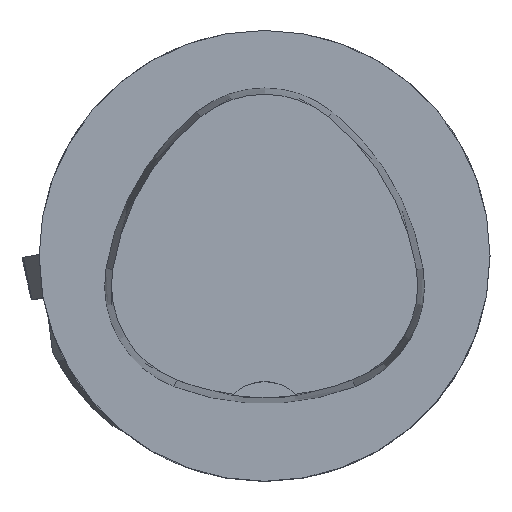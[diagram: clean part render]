
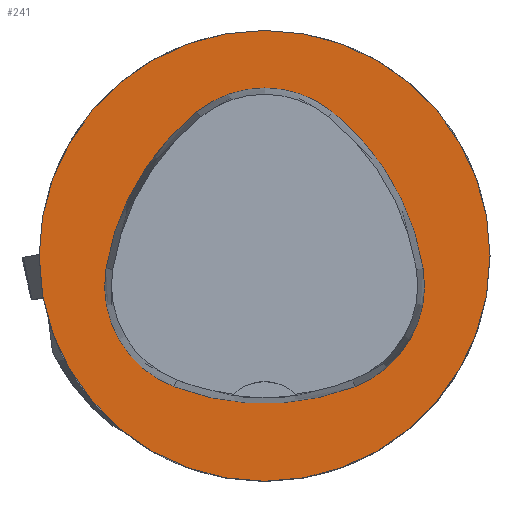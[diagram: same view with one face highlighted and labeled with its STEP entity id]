
A CAD part, top view. The second image highlights one B-rep face of the part: STEP entity #241.
In plain terms, the highlighted planar face has unit normal (0, 0, 1).
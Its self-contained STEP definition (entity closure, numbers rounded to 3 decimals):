
#241=ADVANCED_FACE('',(#451,#452),#286,.T.);
#286=PLANE('',#1326);
#451=FACE_BOUND('',#511,.T.);
#452=FACE_BOUND('',#512,.T.);
#511=EDGE_LOOP('',(#733,#734,#735,#736,#737,#738));
#512=EDGE_LOOP('',(#739));
#733=ORIENTED_EDGE('',*,*,#1076,.T.);
#734=ORIENTED_EDGE('',*,*,#1056,.T.);
#735=ORIENTED_EDGE('',*,*,#1060,.T.);
#736=ORIENTED_EDGE('',*,*,#1063,.T.);
#737=ORIENTED_EDGE('',*,*,#1066,.T.);
#738=ORIENTED_EDGE('',*,*,#1074,.T.);
#739=ORIENTED_EDGE('',*,*,#1047,.F.);
#923=VERTEX_POINT('',#2097);
#932=VERTEX_POINT('',#2116);
#933=VERTEX_POINT('',#2117);
#936=VERTEX_POINT('',#2125);
#938=VERTEX_POINT('',#2131);
#940=VERTEX_POINT('',#2137);
#947=VERTEX_POINT('',#2158);
#1047=EDGE_CURVE('',#923,#923,#1126,.T.);
#1056=EDGE_CURVE('',#932,#933,#1127,.T.);
#1060=EDGE_CURVE('',#933,#936,#1129,.T.);
#1063=EDGE_CURVE('',#936,#938,#1131,.T.);
#1066=EDGE_CURVE('',#938,#940,#1133,.T.);
#1074=EDGE_CURVE('',#940,#947,#1137,.T.);
#1076=EDGE_CURVE('',#947,#932,#1139,.T.);
#1126=CIRCLE('',#1298,25.);
#1127=CIRCLE('',#1304,28.);
#1129=CIRCLE('',#1307,12.);
#1131=CIRCLE('',#1310,28.);
#1133=CIRCLE('',#1313,12.);
#1137=CIRCLE('',#1318,28.);
#1139=CIRCLE('',#1321,12.);
#1298=AXIS2_PLACEMENT_3D('',#2096,#1559,#1560);
#1304=AXIS2_PLACEMENT_3D('',#2115,#1575,#1576);
#1307=AXIS2_PLACEMENT_3D('',#2124,#1583,#1584);
#1310=AXIS2_PLACEMENT_3D('',#2130,#1590,#1591);
#1313=AXIS2_PLACEMENT_3D('',#2136,#1597,#1598);
#1318=AXIS2_PLACEMENT_3D('',#2159,#1609,#1610);
#1321=AXIS2_PLACEMENT_3D('',#2162,#1615,#1616);
#1326=AXIS2_PLACEMENT_3D('',#2167,#1625,#1626);
#1559=DIRECTION('',(0.,0.,-1.));
#1560=DIRECTION('',(-1.,0.,0.));
#1575=DIRECTION('',(0.,0.,-1.));
#1576=DIRECTION('',(-1.,0.,0.));
#1583=DIRECTION('',(0.,0.,-1.));
#1584=DIRECTION('',(-1.,0.,0.));
#1590=DIRECTION('',(0.,0.,-1.));
#1591=DIRECTION('',(-1.,0.,0.));
#1597=DIRECTION('',(0.,0.,-1.));
#1598=DIRECTION('',(-1.,0.,0.));
#1609=DIRECTION('',(0.,0.,-1.));
#1610=DIRECTION('',(-1.,0.,0.));
#1615=DIRECTION('',(0.,0.,-1.));
#1616=DIRECTION('',(-1.,0.,0.));
#1625=DIRECTION('',(0.,0.,1.));
#1626=DIRECTION('',(1.,0.,0.));
#2096=CARTESIAN_POINT('',(0.,0.,0.));
#2097=CARTESIAN_POINT('',(-25.,0.,0.));
#2115=CARTESIAN_POINT('',(10.068,-5.824,0.));
#2116=CARTESIAN_POINT('',(-17.584,-1.424,0.));
#2117=CARTESIAN_POINT('',(-7.531,15.953,0.));
#2124=CARTESIAN_POINT('',(0.011,6.62,0.));
#2125=CARTESIAN_POINT('',(7.567,15.942,0.));
#2130=CARTESIAN_POINT('',(-10.063,-5.81,0.));
#2131=CARTESIAN_POINT('',(17.59,-1.418,0.));
#2136=CARTESIAN_POINT('',(5.739,-3.3,0.));
#2137=CARTESIAN_POINT('',(10.05,-14.499,0.));
#2158=CARTESIAN_POINT('',(-10.025,-14.516,0.));
#2159=CARTESIAN_POINT('',(-0.01,11.631,0.));
#2162=CARTESIAN_POINT('',(-5.733,-3.31,0.));
#2167=CARTESIAN_POINT('',(0.,0.,0.));
